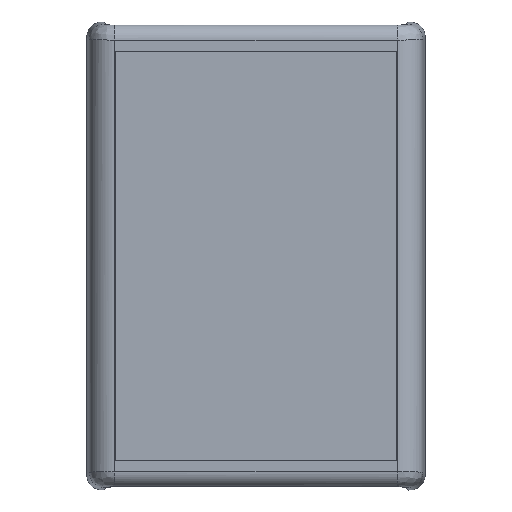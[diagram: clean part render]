
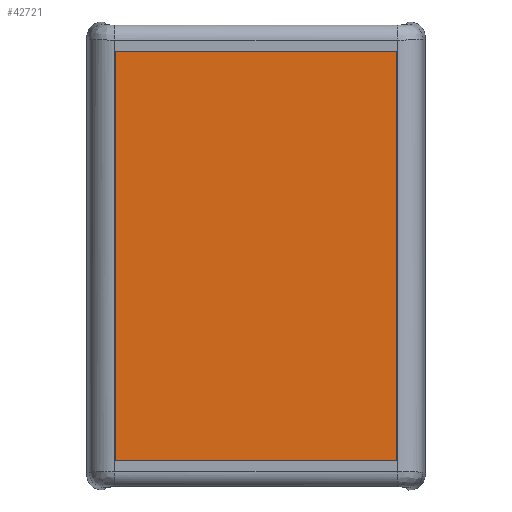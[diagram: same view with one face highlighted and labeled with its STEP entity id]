
A CAD part, top view. The second image highlights one B-rep face of the part: STEP entity #42721.
In plain terms, the highlighted planar face has unit normal (0, 0, 1).
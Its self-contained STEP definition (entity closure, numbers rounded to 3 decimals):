
#14426 = FACE_OUTER_BOUND ( 'NONE', #45702, .T. ) ;
#14431 = AXIS2_PLACEMENT_3D ( 'NONE', #15672, #15673, #15674 ) ;
#14774 = VECTOR ( 'NONE', #18603, 1000. ) ;
#14775 = VECTOR ( 'NONE', #18606, 1000. ) ;
#14776 = VECTOR ( 'NONE', #18609, 1000. ) ;
#14777 = VECTOR ( 'NONE', #18612, 1000. ) ;
#15671 = PLANE ( 'NONE',  #14431 ) ;
#15672 = CARTESIAN_POINT ( 'NONE',  ( -5309.312, -2878.079, 18.013 ) ) ;
#15673 = DIRECTION ( 'NONE',  ( 0., 0., -1. ) ) ;
#15674 = DIRECTION ( 'NONE',  ( -1., 0., 0. ) ) ;
#18206 = CARTESIAN_POINT ( 'NONE',  ( -5336.962, -2837.929, 18.013 ) ) ;
#18207 = CARTESIAN_POINT ( 'NONE',  ( -5336.962, -2918.229, 18.013 ) ) ;
#18208 = CARTESIAN_POINT ( 'NONE',  ( -5281.662, -2918.229, 18.013 ) ) ;
#18209 = CARTESIAN_POINT ( 'NONE',  ( -5281.662, -2837.929, 18.013 ) ) ;
#18601 = LINE ( 'NONE', #18602, #14774 ) ;
#18602 = CARTESIAN_POINT ( 'NONE',  ( -5336.962, -2918.229, 18.013 ) ) ;
#18603 = DIRECTION ( 'NONE',  ( 1., 0., 0. ) ) ;
#18604 = LINE ( 'NONE', #18605, #14775 ) ;
#18605 = CARTESIAN_POINT ( 'NONE',  ( -5336.962, -2837.929, 18.013 ) ) ;
#18606 = DIRECTION ( 'NONE',  ( 0., -1., 0. ) ) ;
#18607 = LINE ( 'NONE', #18608, #14776 ) ;
#18608 = CARTESIAN_POINT ( 'NONE',  ( -5281.662, -2918.229, 18.013 ) ) ;
#18609 = DIRECTION ( 'NONE',  ( 0., 1., 0. ) ) ;
#18610 = LINE ( 'NONE', #18611, #14777 ) ;
#18611 = CARTESIAN_POINT ( 'NONE',  ( -5281.662, -2837.929, 18.013 ) ) ;
#18612 = DIRECTION ( 'NONE',  ( -1., 0., 0. ) ) ;
#42721 = ADVANCED_FACE ( 'NONE', ( #14426 ), #15671, .F. ) ;
#45204 = VERTEX_POINT ( 'NONE', #18206 ) ;
#45205 = VERTEX_POINT ( 'NONE', #18207 ) ;
#45206 = VERTEX_POINT ( 'NONE', #18208 ) ;
#45207 = VERTEX_POINT ( 'NONE', #18209 ) ;
#45702 = EDGE_LOOP ( 'NONE', ( #46730, #46732, #46731, #46733 ) ) ;
#46730 = ORIENTED_EDGE ( 'NONE', *, *, #47184, .T. ) ;
#46731 = ORIENTED_EDGE ( 'NONE', *, *, #47185, .T. ) ;
#46732 = ORIENTED_EDGE ( 'NONE', *, *, #47183, .T. ) ;
#46733 = ORIENTED_EDGE ( 'NONE', *, *, #47186, .T. ) ;
#47183 = EDGE_CURVE ( 'NONE', #45205, #45206, #18601, .T. ) ;
#47184 = EDGE_CURVE ( 'NONE', #45204, #45205, #18604, .T. ) ;
#47185 = EDGE_CURVE ( 'NONE', #45206, #45207, #18607, .T. ) ;
#47186 = EDGE_CURVE ( 'NONE', #45207, #45204, #18610, .T. ) ;
